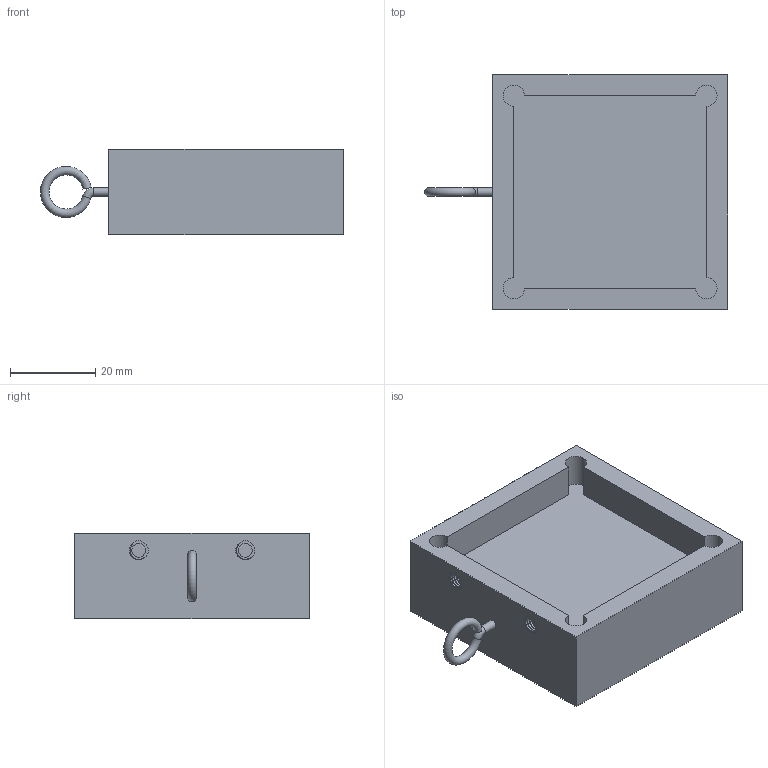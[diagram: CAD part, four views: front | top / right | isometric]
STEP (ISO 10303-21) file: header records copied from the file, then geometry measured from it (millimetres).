
FILE_DESCRIPTION (( 'STEP AP214' ), '1' );
FILE_NAME ('Large-cuvette-mount-40mm-V3_101390(01)_C.step', '2023-03-15T09:42:45', ( '' ), ( '' ), 'SwSTEP 2.0', 'SolidWorks 2021', '' );
FILE_SCHEMA (( 'AUTOMOTIVE_DESIGN' ));
Length unit declared in the file: millimetre
Products named in the file (1): Large-cuvette-mount-40mm-V3_101390(01)_C
Bounding box: 70.99 x 55 x 20 mm (x, y, z)
Volume: 62468 mm3; surface area: 29423.9 mm2
Topology: 2 solids, 2 shells, 82 faces, 209 edges, 138 vertices
Faces by surface type: plane 43, cylinder 27, bspline 6, cone 4, torus 2
Full cylindrical faces by diameter (mm): 2 x1, 3.242 x4
Entity records: 7285 total; most frequent: CARTESIAN_POINT 5319, ORIENTED_EDGE 388, DIRECTION 386, EDGE_CURVE 194, AXIS2_PLACEMENT_3D 135, VERTEX_POINT 134, LINE 116, VECTOR 116
